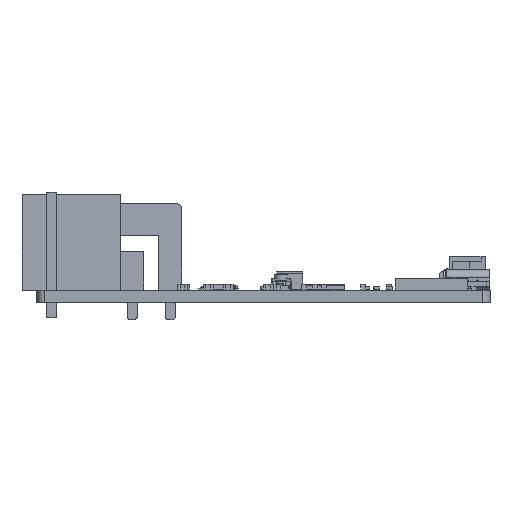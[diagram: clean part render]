
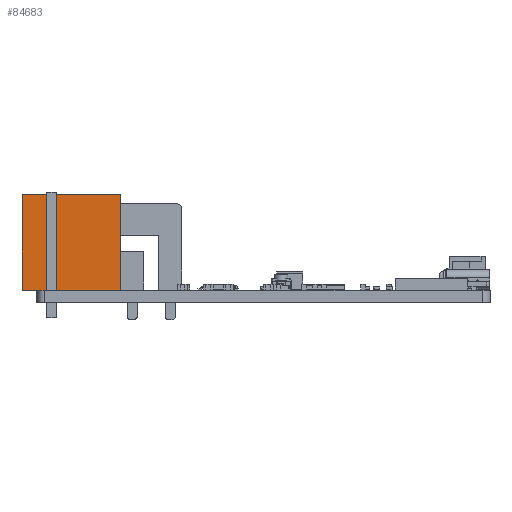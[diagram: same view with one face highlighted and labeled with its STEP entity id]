
A CAD part, front view. The second image highlights one B-rep face of the part: STEP entity #84683.
In plain terms, the highlighted face is planar.
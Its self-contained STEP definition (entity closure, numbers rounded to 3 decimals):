
#5741=PLANE('',#91387);
#9981=FACE_OUTER_BOUND('',#15050,.T.);
#15050=EDGE_LOOP('',(#78654,#78655,#78656,#78657));
#26629=LINE('',#137912,#36218);
#26632=LINE('',#137918,#36221);
#26636=LINE('',#137925,#36225);
#26637=LINE('',#137927,#36226);
#36218=VECTOR('',#113378,10.);
#36221=VECTOR('',#113383,10.);
#36225=VECTOR('',#113389,10.);
#36226=VECTOR('',#113392,10.);
#43972=VERTEX_POINT('',#137909);
#43973=VERTEX_POINT('',#137911);
#43975=VERTEX_POINT('',#137917);
#43977=VERTEX_POINT('',#137922);
#55597=EDGE_CURVE('',#43973,#43972,#26629,.T.);
#55600=EDGE_CURVE('',#43975,#43973,#26632,.T.);
#55604=EDGE_CURVE('',#43977,#43975,#26636,.T.);
#55605=EDGE_CURVE('',#43972,#43977,#26637,.T.);
#78654=ORIENTED_EDGE('',*,*,#55605,.T.);
#78655=ORIENTED_EDGE('',*,*,#55604,.T.);
#78656=ORIENTED_EDGE('',*,*,#55600,.T.);
#78657=ORIENTED_EDGE('',*,*,#55597,.T.);
#84683=ADVANCED_FACE('',(#9981),#5741,.T.);
#91387=AXIS2_PLACEMENT_3D('',#137929,#113394,#113395);
#113378=DIRECTION('',(0.,0.,-1.));
#113383=DIRECTION('',(0.,-1.,0.));
#113389=DIRECTION('',(0.,0.,1.));
#113392=DIRECTION('',(0.,1.,0.));
#113394=DIRECTION('center_axis',(1.,0.,0.));
#113395=DIRECTION('ref_axis',(0.,1.,0.));
#137909=CARTESIAN_POINT('',(1.55,-5.,0.));
#137911=CARTESIAN_POINT('',(1.55,-5.,15.5));
#137912=CARTESIAN_POINT('',(1.55,-5.,0.));
#137917=CARTESIAN_POINT('',(1.55,11.,15.5));
#137918=CARTESIAN_POINT('',(1.55,-5.,15.5));
#137922=CARTESIAN_POINT('',(1.55,11.,0.));
#137925=CARTESIAN_POINT('',(1.55,11.,15.5));
#137927=CARTESIAN_POINT('',(1.55,11.,0.));
#137929=CARTESIAN_POINT('Origin',(1.55,3.,7.75));
